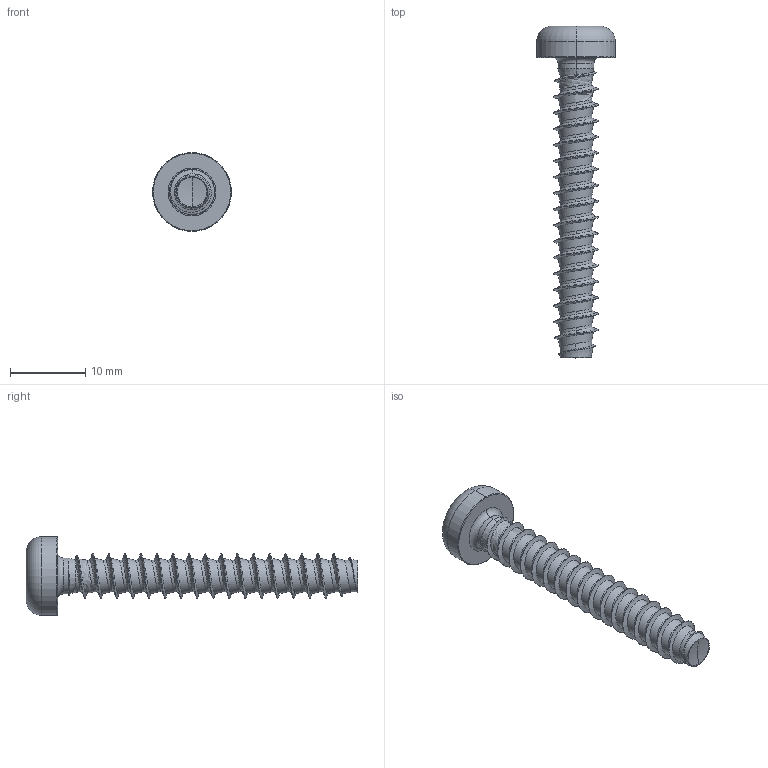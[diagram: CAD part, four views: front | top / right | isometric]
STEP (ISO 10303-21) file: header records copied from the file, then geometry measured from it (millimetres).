
FILE_DESCRIPTION (( 'STEP AP203' ), '1' );
FILE_NAME ('STP420600400.STEP', '2017-08-16T15:24:03', ( '' ), ( '' ), 'SwSTEP 2.0', 'SolidWorks 2015', '' );
FILE_SCHEMA (( 'CONFIG_CONTROL_DESIGN' ));
Products named in the file (1): STP420600400
Bounding box: 10.5 x 44.19 x 10.5 mm (x, y, z)
Volume: 966.5 mm3; surface area: 1215.8 mm2
Topology: 1 solids, 1 shells, 123 faces, 308 edges, 189 vertices
Faces by surface type: cylinder 62, bspline 35, torus 10, cone 9, sphere 4, plane 3
Entity records: 35387 total; most frequent: CARTESIAN_POINT 32817, ORIENTED_EDGE 616, DIRECTION 397, EDGE_CURVE 308, VERTEX_POINT 189, AXIS2_PLACEMENT_3D 161, EDGE_LOOP 125, B_SPLINE_CURVE_WITH_KNOTS 125
